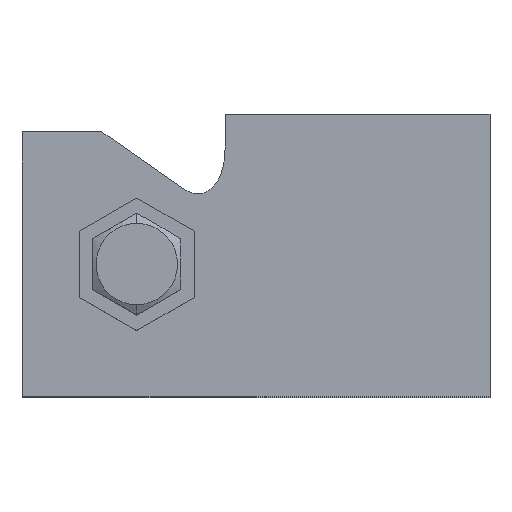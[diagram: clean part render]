
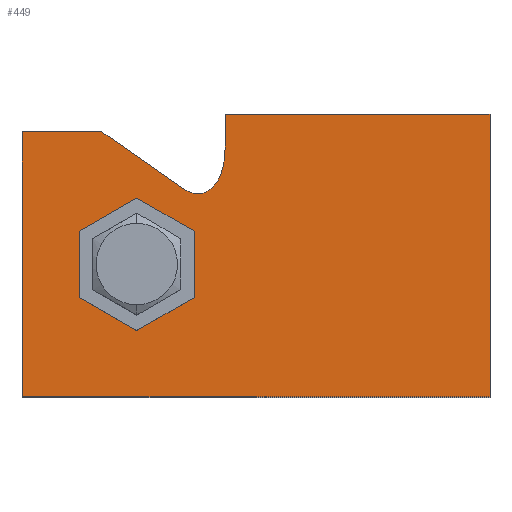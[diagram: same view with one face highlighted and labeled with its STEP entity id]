
A CAD part, top view. The second image highlights one B-rep face of the part: STEP entity #449.
In plain terms, the highlighted face is planar.
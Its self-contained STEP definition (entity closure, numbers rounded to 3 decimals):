
#2=DIRECTION('',(1.,0.,0.));
#3=VECTOR('',#2,32.);
#4=CARTESIAN_POINT('',(0.,0.,-5.));
#5=LINE('',#4,#3);
#18=CARTESIAN_POINT('',(26.,0.,28.));
#19=DIRECTION('',(0.,1.,0.));
#20=DIRECTION('',(-1.,0.,0.));
#21=AXIS2_PLACEMENT_3D('',#18,#19,#20);
#23=CARTESIAN_POINT('',(23.,0.,28.));
#24=CARTESIAN_POINT('',(23.,0.,27.828));
#25=CARTESIAN_POINT('',(23.045,0.,27.482));
#26=CARTESIAN_POINT('',(23.267,0.,26.951));
#27=CARTESIAN_POINT('',(23.661,0.,26.429));
#28=CARTESIAN_POINT('',(24.231,0.,25.949));
#29=CARTESIAN_POINT('',(24.971,0.,25.543));
#30=CARTESIAN_POINT('',(25.875,0.,25.234));
#31=CARTESIAN_POINT('',(26.931,0.,25.043));
#32=CARTESIAN_POINT('',(27.742,0.,25.));
#33=CARTESIAN_POINT('',(28.174,0.,25.));
#35=DIRECTION('',(1.,0.,0.));
#36=VECTOR('',#35,3.826);
#37=CARTESIAN_POINT('',(28.174,0.,25.));
#38=LINE('',#37,#36);
#39=DIRECTION('',(0.,0.,-1.));
#40=VECTOR('',#39,53.);
#41=CARTESIAN_POINT('',(0.,0.,48.));
#42=LINE('',#41,#40);
#43=DIRECTION('',(-1.,0.,0.));
#44=VECTOR('',#43,30.);
#45=CARTESIAN_POINT('',(30.,0.,48.));
#46=LINE('',#45,#44);
#47=DIRECTION('',(0.,0.,1.));
#48=VECTOR('',#47,9.057);
#49=CARTESIAN_POINT('',(30.,0.,38.943));
#50=LINE('',#49,#48);
#51=DIRECTION('',(0.574,0.,0.819));
#52=VECTOR('',#51,11.258);
#53=CARTESIAN_POINT('',(23.543,0.,29.721));
#54=LINE('',#53,#52);
#55=CARTESIAN_POINT('',(15.,0.,35.));
#56=DIRECTION('',(0.,1.,0.));
#57=DIRECTION('',(-1.,0.,0.));
#58=AXIS2_PLACEMENT_3D('',#55,#56,#57);
#60=CARTESIAN_POINT('',(15.,0.,35.));
#61=DIRECTION('',(0.,1.,0.));
#62=DIRECTION('',(1.,0.,0.));
#63=AXIS2_PLACEMENT_3D('',#60,#61,#62);
#135=DIRECTION('',(0.,0.,1.));
#136=VECTOR('',#135,30.);
#137=CARTESIAN_POINT('',(32.,0.,-5.));
#138=LINE('',#137,#136);
#308=CARTESIAN_POINT('',(0.,0.,-5.));
#310=VERTEX_POINT('',#308);
#324=CARTESIAN_POINT('',(30.,0.,48.));
#325=CARTESIAN_POINT('',(0.,0.,48.));
#326=VERTEX_POINT('',#324);
#327=VERTEX_POINT('',#325);
#350=CARTESIAN_POINT('',(18.4,0.,35.));
#351=CARTESIAN_POINT('',(11.6,0.,35.));
#352=VERTEX_POINT('',#350);
#353=VERTEX_POINT('',#351);
#354=CARTESIAN_POINT('',(30.,0.,38.943));
#355=VERTEX_POINT('',#354);
#356=CARTESIAN_POINT('',(23.543,0.,29.721));
#357=VERTEX_POINT('',#356);
#358=CARTESIAN_POINT('',(23.,0.,28.));
#359=VERTEX_POINT('',#358);
#372=VERTEX_POINT('',#33);
#373=CARTESIAN_POINT('',(32.,0.,-5.));
#374=CARTESIAN_POINT('',(32.,0.,25.));
#375=VERTEX_POINT('',#373);
#376=VERTEX_POINT('',#374);
#419=CARTESIAN_POINT('',(30.,0.,0.));
#420=DIRECTION('',(0.,-1.,0.));
#421=DIRECTION('',(-1.,0.,0.));
#422=AXIS2_PLACEMENT_3D('',#419,#420,#421);
#423=PLANE('',#422);
#425=ORIENTED_EDGE('',*,*,#424,.F.);
#427=ORIENTED_EDGE('',*,*,#426,.T.);
#429=ORIENTED_EDGE('',*,*,#428,.T.);
#431=ORIENTED_EDGE('',*,*,#430,.F.);
#432=ORIENTED_EDGE('',*,*,#400,.F.);
#434=ORIENTED_EDGE('',*,*,#433,.F.);
#436=ORIENTED_EDGE('',*,*,#435,.F.);
#438=ORIENTED_EDGE('',*,*,#437,.F.);
#440=ORIENTED_EDGE('',*,*,#439,.F.);
#441=EDGE_LOOP('',(#425,#427,#429,#431,#432,#434,#436,#438,#440));
#442=FACE_OUTER_BOUND('',#441,.F.);
#444=ORIENTED_EDGE('',*,*,#443,.F.);
#446=ORIENTED_EDGE('',*,*,#445,.F.);
#447=EDGE_LOOP('',(#444,#446));
#448=FACE_BOUND('',#447,.F.);
#449=ADVANCED_FACE('',(#442,#448),#423,.T.);
#22=CIRCLE('',#21,3.);
#34=B_SPLINE_CURVE_WITH_KNOTS('',3,(#23,#24,#25,#26,#27,#28,#29,#30,#31,#32,
#33),.UNSPECIFIED.,.F.,.F.,(4,1,1,1,1,1,1,1,4),(0.,0.125,0.25,0.375,
0.5,0.625,0.75,0.875,1.),.UNSPECIFIED.);
#59=CIRCLE('',#58,3.4);
#64=CIRCLE('',#63,3.4);
#400=EDGE_CURVE('',#310,#375,#5,.T.);
#424=EDGE_CURVE('',#359,#357,#22,.T.);
#426=EDGE_CURVE('',#359,#372,#34,.T.);
#428=EDGE_CURVE('',#372,#376,#38,.T.);
#430=EDGE_CURVE('',#375,#376,#138,.T.);
#433=EDGE_CURVE('',#327,#310,#42,.T.);
#435=EDGE_CURVE('',#326,#327,#46,.T.);
#437=EDGE_CURVE('',#355,#326,#50,.T.);
#439=EDGE_CURVE('',#357,#355,#54,.T.);
#443=EDGE_CURVE('',#353,#352,#59,.T.);
#445=EDGE_CURVE('',#352,#353,#64,.T.);
